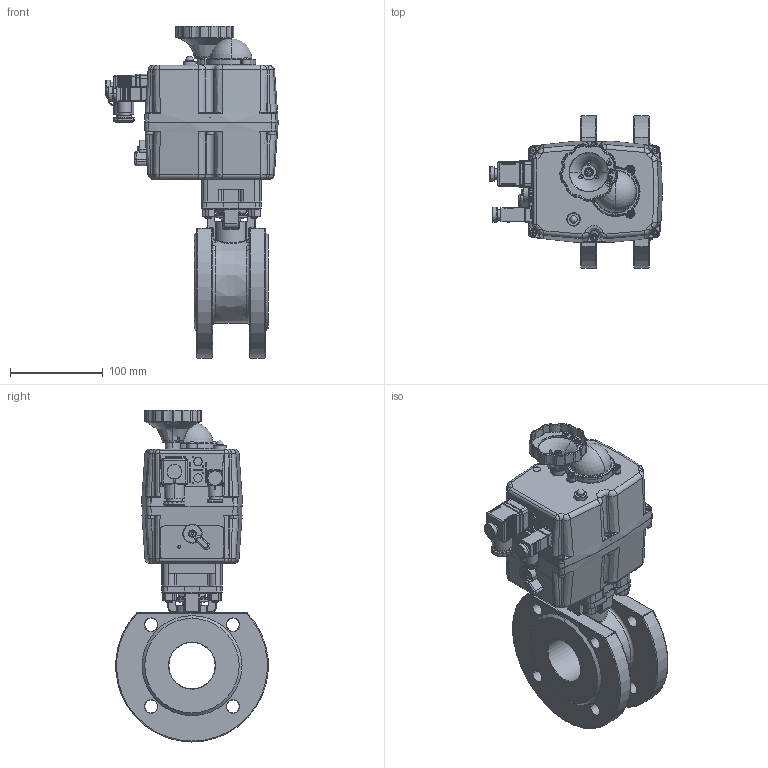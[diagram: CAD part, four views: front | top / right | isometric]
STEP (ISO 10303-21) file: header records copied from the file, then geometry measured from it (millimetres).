
FILE_DESCRIPTION(('HOOPS Exchange Step'),'2;1');
FILE_NAME('EK06_DN50.stp','2025-05-16T15:40:33+02:00',('nieru'),('Unknown organisation'),'HOOPS Exchange 2024.2','HOOPS Exchange','Unknown authorisation');
FILE_SCHEMA( ('AP203_CONFIGURATION_CONTROLLED_3D_DESIGN_OF_MECHANICAL_PARTS_AND_ASSEMBLIES_MIM_LF') );
Length unit declared in the file: millimetre
Products named in the file (5): 0; root
Assembly tree (4 placements, depth 4):
  root
    0
      0
        0
        0
Bounding box: 186.19 x 164.63 x 358.65 mm (x, y, z)
Volume: 2597804.1 mm3; surface area: 372763.9 mm2
Topology: 57 solids, 57 shells, 4195 faces, 10392 edges, 6266 vertices
Faces by surface type: cylinder 1479, plane 928, bspline 805, torus 681, cone 225, sphere 77
Full cylindrical faces by diameter (mm): 2.204 x3, 7.825 x1, 11 x1, 11.516 x1, 14 x1, 14.894 x1, 15.543 x1, 16.5 x1, 19 x1, 19.05 x1, 19.95 x1, 30 x1, 36.194 x1, 39.9 x1, 45 x1, 50 x1
Entity records: 215360 total; most frequent: CARTESIAN_POINT 126291, ORIENTED_EDGE 20550, DIRECTION 15556, EDGE_CURVE 10275, AXIS2_PLACEMENT_3D 6383, VERTEX_POINT 6266, EDGE_LOOP 4425, FACE_BOUND 4425
